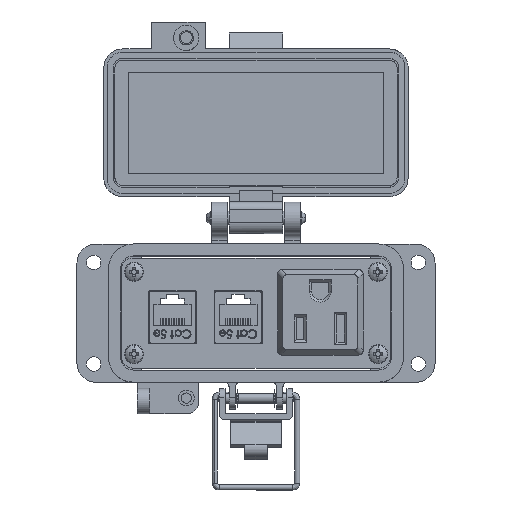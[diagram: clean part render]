
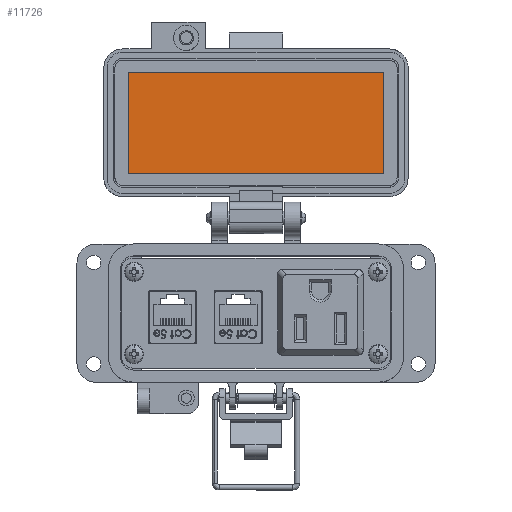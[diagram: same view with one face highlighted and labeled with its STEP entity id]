
A CAD part, top view. The second image highlights one B-rep face of the part: STEP entity #11726.
In plain terms, the highlighted planar face has unit normal (0, 0, 1).
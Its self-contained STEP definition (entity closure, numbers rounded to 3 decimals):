
#979 = VERTEX_POINT ( 'NONE', #43279 ) ;
#2230 = VECTOR ( 'NONE', #9947, 1000. ) ;
#3326 = AXIS2_PLACEMENT_3D ( 'NONE', #19474, #48493, #23674 ) ;
#5112 = CARTESIAN_POINT ( 'NONE',  ( 40.25, 83.154, -25.55 ) ) ;
#5636 = DIRECTION ( 'NONE',  ( 0., -1., 0. ) ) ;
#9947 = DIRECTION ( 'NONE',  ( 0., 1., 0. ) ) ;
#10131 = CARTESIAN_POINT ( 'NONE',  ( 40.25, 51.154, -25.55 ) ) ;
#10537 = EDGE_CURVE ( 'NONE', #979, #12043, #23276, .T. ) ;
#10956 = PLANE ( 'NONE',  #3326 ) ;
#11726 = ADVANCED_FACE ( 'NONE', ( #44600 ), #10956, .T. ) ;
#12043 = VERTEX_POINT ( 'NONE', #5112 ) ;
#13061 = CARTESIAN_POINT ( 'NONE',  ( -8.5, 83.154, -25.55 ) ) ;
#13273 = LINE ( 'NONE', #26450, #2230 ) ;
#13562 = CARTESIAN_POINT ( 'NONE',  ( -40.25, 51.154, -25.55 ) ) ;
#13950 = VERTEX_POINT ( 'NONE', #13562 ) ;
#19474 = CARTESIAN_POINT ( 'NONE',  ( -8.5, 67.154, -25.55 ) ) ;
#21001 = LINE ( 'NONE', #38619, #41738 ) ;
#21484 = EDGE_LOOP ( 'NONE', ( #34467, #46158, #45255, #26908 ) ) ;
#23276 = LINE ( 'NONE', #13061, #53747 ) ;
#23674 = DIRECTION ( 'NONE',  ( 0., -1., 0. ) ) ;
#26450 = CARTESIAN_POINT ( 'NONE',  ( -40.25, 67.154, -25.55 ) ) ;
#26908 = ORIENTED_EDGE ( 'NONE', *, *, #40957, .F. ) ;
#29708 = DIRECTION ( 'NONE',  ( 1., 0., 0. ) ) ;
#31241 = DIRECTION ( 'NONE',  ( -1., 0., 0. ) ) ;
#34467 = ORIENTED_EDGE ( 'NONE', *, *, #10537, .F. ) ;
#34521 = EDGE_CURVE ( 'NONE', #13950, #979, #13273, .T. ) ;
#34583 = VERTEX_POINT ( 'NONE', #10131 ) ;
#36358 = EDGE_CURVE ( 'NONE', #34583, #13950, #43582, .T. ) ;
#38619 = CARTESIAN_POINT ( 'NONE',  ( 40.25, 67.154, -25.55 ) ) ;
#40957 = EDGE_CURVE ( 'NONE', #12043, #34583, #21001, .T. ) ;
#41738 = VECTOR ( 'NONE', #5636, 1000. ) ;
#43279 = CARTESIAN_POINT ( 'NONE',  ( -40.25, 83.154, -25.55 ) ) ;
#43582 = LINE ( 'NONE', #43744, #53333 ) ;
#43744 = CARTESIAN_POINT ( 'NONE',  ( 42., 51.154, -25.55 ) ) ;
#44600 = FACE_OUTER_BOUND ( 'NONE', #21484, .T. ) ;
#45255 = ORIENTED_EDGE ( 'NONE', *, *, #36358, .F. ) ;
#46158 = ORIENTED_EDGE ( 'NONE', *, *, #34521, .F. ) ;
#48493 = DIRECTION ( 'NONE',  ( 0., 0., 1. ) ) ;
#53333 = VECTOR ( 'NONE', #31241, 1000. ) ;
#53747 = VECTOR ( 'NONE', #29708, 1000. ) ;
